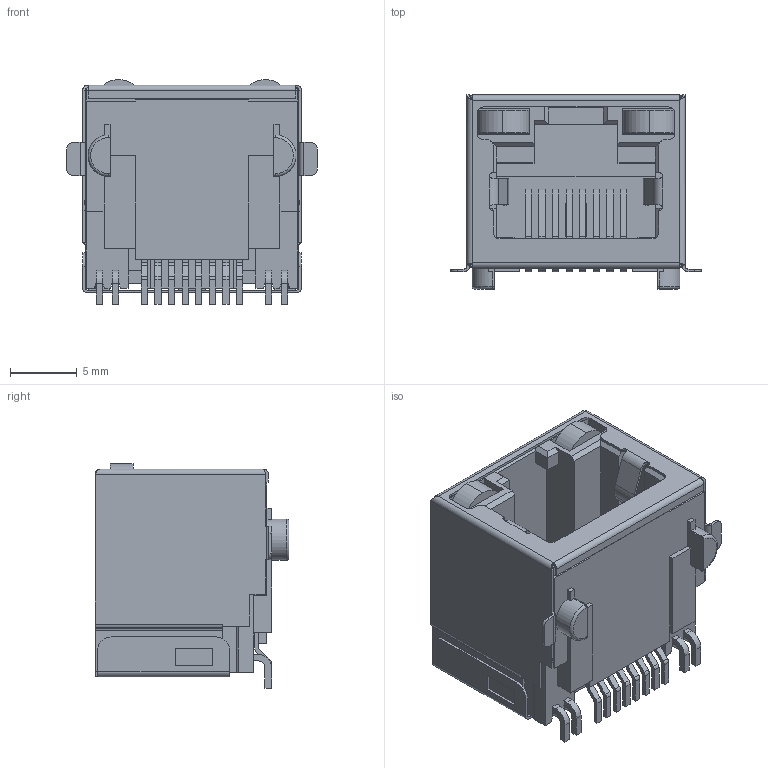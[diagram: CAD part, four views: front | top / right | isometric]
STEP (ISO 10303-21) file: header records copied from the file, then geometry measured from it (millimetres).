
FILE_DESCRIPTION((''),'2;1');
FILE_NAME('56SMT__ASM','2019-09-23T',('Administrator'),(''),'PRO/ENGINEER BY PARAMETRIC TECHNOLOGY CORPORATION, 2008380','PRO/ENGINEER BY PARAMETRIC TECHNOLOGY CORPORATION, 2008380','');
FILE_SCHEMA(('CONFIG_CONTROL_DESIGN'));
Length unit declared in the file: millimetre
Products named in the file (15): MSBR-10_1; MSBR-3_1; LED2_1; MSBR-7_1; LED; MSBR-4_1; MSBR-8_1; MSBR-1_1; MSBR-5_1; MSBR-9_1; MSBR-2_1; MSBR-6_1; 15_5________3D_ASM; _56SMT____; 56SMT__ASM
Assembly tree (18 placements, depth 3):
  56SMT__ASM
    15_5________3D_ASM
      MSBR-10_1
      MSBR-3_1
      LED2_1  x4
      MSBR-7_1
      LED  x2
      MSBR-4_1
      MSBR-8_1
      MSBR-1_1
      MSBR-5_1
      MSBR-9_1
      MSBR-2_1
      MSBR-6_1
    _56SMT____
Bounding box: 18.8 x 14.55 x 16.85 mm (x, y, z)
Volume: 1563.5 mm3; surface area: 4951.4 mm2
Topology: 16 solids, 16 shells, 725 faces, 2052 edges, 1338 vertices
Faces by surface type: plane 501, cylinder 204, torus 10, bspline 8, sphere 2
Entity records: 22881 total; most frequent: CARTESIAN_POINT 4672, ORIENTED_EDGE 3854, DIRECTION 3655, EDGE_CURVE 1927, VECTOR 1501, LINE 1501, VERTEX_POINT 1256, AXIS2_PLACEMENT_3D 1077
